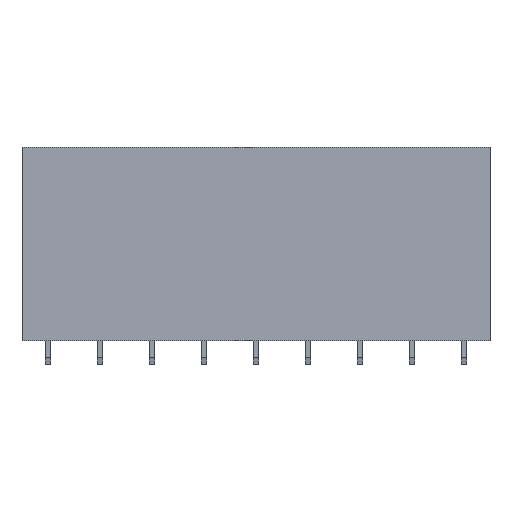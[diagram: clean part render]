
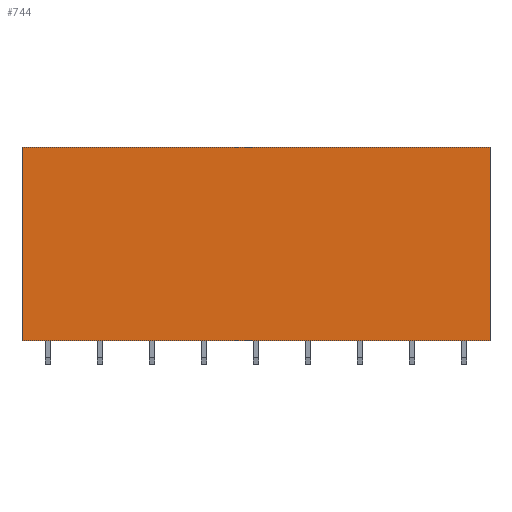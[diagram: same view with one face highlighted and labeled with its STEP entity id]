
A CAD part, front view. The second image highlights one B-rep face of the part: STEP entity #744.
In plain terms, the highlighted planar face has unit normal (0, -1, 0).
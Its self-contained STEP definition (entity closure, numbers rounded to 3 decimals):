
#717=AXIS2_PLACEMENT_3D('Plane Axis2P3D',#714,#715,#716) ;
#80=CARTESIAN_POINT('Vertex',(68.58,0.,3.5)) ;
#83=CARTESIAN_POINT('Line Origine',(34.29,0.,3.5)) ;
#87=CARTESIAN_POINT('Vertex',(0.,0.,3.5)) ;
#714=CARTESIAN_POINT('Axis2P3D Location',(0.,0.,31.8)) ;
#719=CARTESIAN_POINT('Line Origine',(68.58,0.,17.65)) ;
#723=CARTESIAN_POINT('Vertex',(68.58,0.,31.8)) ;
#726=CARTESIAN_POINT('Line Origine',(34.29,0.,31.8)) ;
#730=CARTESIAN_POINT('Vertex',(0.,0.,31.8)) ;
#733=CARTESIAN_POINT('Line Origine',(0.,0.,17.65)) ;
#84=DIRECTION('Vector Direction',(1.,0.,0.)) ;
#715=DIRECTION('Axis2P3D Direction',(0.,-1.,0.)) ;
#716=DIRECTION('Axis2P3D XDirection',(0.,-0.,-1.)) ;
#720=DIRECTION('Vector Direction',(0.,0.,-1.)) ;
#727=DIRECTION('Vector Direction',(1.,0.,0.)) ;
#734=DIRECTION('Vector Direction',(0.,0.,-1.)) ;
#85=VECTOR('Line Direction',#84,1.) ;
#721=VECTOR('Line Direction',#720,1.) ;
#728=VECTOR('Line Direction',#727,1.) ;
#735=VECTOR('Line Direction',#734,1.) ;
#739=ORIENTED_EDGE('',*,*,#725,.T.) ;
#740=ORIENTED_EDGE('',*,*,#732,.F.) ;
#741=ORIENTED_EDGE('',*,*,#737,.F.) ;
#742=ORIENTED_EDGE('',*,*,#89,.T.) ;
#744=ADVANCED_FACE('HOUSING',(#743),#718,.T.) ;
#89=EDGE_CURVE('',#88,#81,#86,.T.) ;
#725=EDGE_CURVE('',#81,#724,#722,.F.) ;
#732=EDGE_CURVE('',#731,#724,#729,.T.) ;
#737=EDGE_CURVE('',#88,#731,#736,.F.) ;
#738=EDGE_LOOP('',(#739,#740,#741,#742)) ;
#743=FACE_OUTER_BOUND('',#738,.T.) ;
#86=LINE('Line',#83,#85) ;
#722=LINE('Line',#719,#721) ;
#729=LINE('Line',#726,#728) ;
#736=LINE('Line',#733,#735) ;
#718=PLANE('',#717) ;
#81=VERTEX_POINT('',#80) ;
#88=VERTEX_POINT('',#87) ;
#724=VERTEX_POINT('',#723) ;
#731=VERTEX_POINT('',#730) ;
